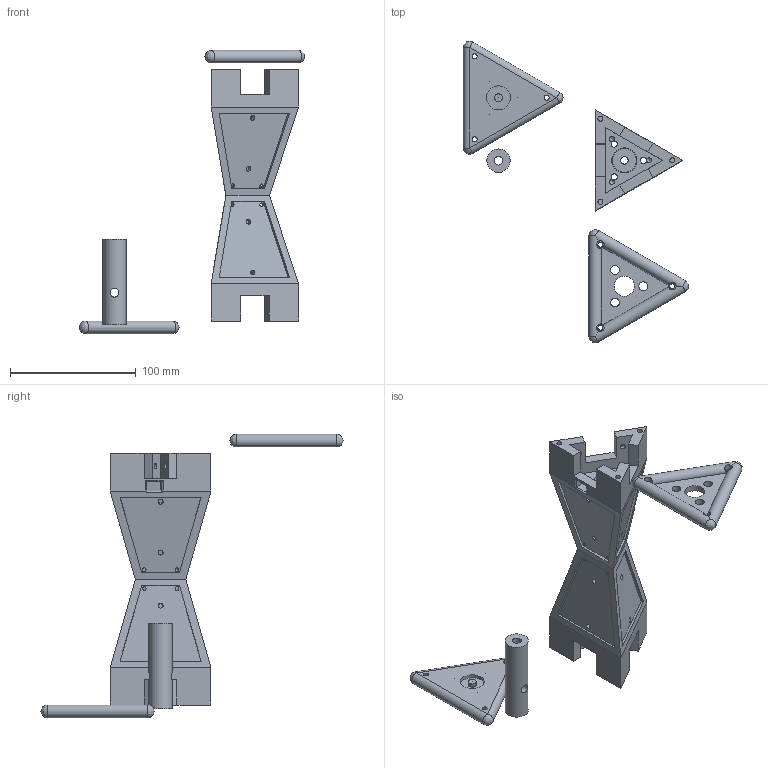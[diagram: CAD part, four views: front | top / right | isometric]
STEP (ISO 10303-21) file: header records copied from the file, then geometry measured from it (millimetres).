
FILE_DESCRIPTION(/* description */ (''),/* implementation_level */ '2;1');
FILE_NAME(/* name */ 'hourglass v17.step',/* time_stamp */ '2023-04-28T01:39:21-05:00',/* author */ (''),/* organization */ (''),/* preprocessor_version */ 'ST-DEVELOPER v19.2',/* originating_system */ 'Autodesk Translation Framework v12.4.0.73',/* authorisation */ '');
FILE_SCHEMA (('AUTOMOTIVE_DESIGN { 1 0 10303 214 3 1 1 }'));
Length unit declared in the file: millimetre
Products named in the file (1): hourglass
Bounding box: 179.2 x 240.04 x 225 mm (x, y, z)
Volume: 288069.5 mm3; surface area: 95938.3 mm2
Topology: 4 solids, 4 shells, 215 faces, 544 edges, 351 vertices
Faces by surface type: plane 119, cylinder 87, bspline 6, cone 3
Full cylindrical faces by diameter (mm): 0.002 x4, 3 x8, 4 x36, 5 x3, 6 x1, 6.4 x1, 7 x7, 16 x1, 18.5 x1, 19 x2
Entity records: 7445 total; most frequent: CARTESIAN_POINT 2110, DIRECTION 1078, ORIENTED_EDGE 1058, EDGE_CURVE 529, AXIS2_PLACEMENT_3D 389, VERTEX_POINT 351, EDGE_LOOP 312, LINE 300
